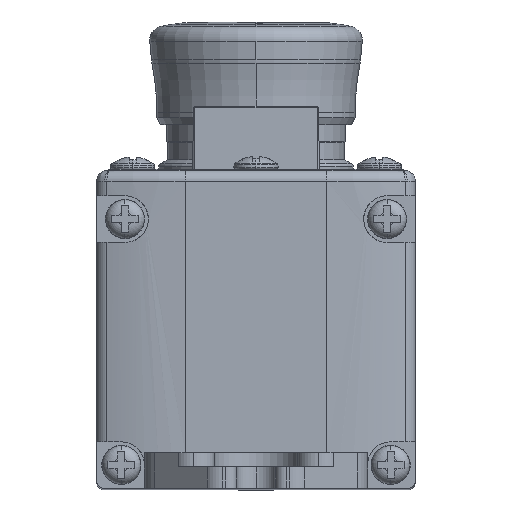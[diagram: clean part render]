
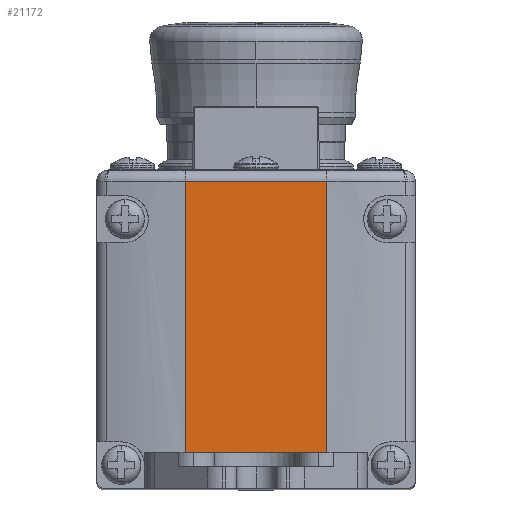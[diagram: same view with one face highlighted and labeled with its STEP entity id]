
A CAD part, top view. The second image highlights one B-rep face of the part: STEP entity #21172.
In plain terms, the highlighted planar face has unit normal (0, 0, 1).
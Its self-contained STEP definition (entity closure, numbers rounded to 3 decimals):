
#272 = EDGE_CURVE ( 'NONE', #1774, #1712, #15761, .T. ) ;
#313 = EDGE_CURVE ( 'NONE', #1712, #22901, #15902, .T. ) ;
#337 = EDGE_CURVE ( 'NONE', #1740, #1774, #11042, .T. ) ;
#1712 = VERTEX_POINT ( 'NONE', #19512 ) ;
#1740 = VERTEX_POINT ( 'NONE', #19540 ) ;
#1774 = VERTEX_POINT ( 'NONE', #19574 ) ;
#1855 = EDGE_LOOP ( 'NONE', ( #21641, #21642, #21643, #21644 ) ) ;
#4349 = LINE ( 'NONE', #4350, #15202 ) ;
#4350 = CARTESIAN_POINT ( 'NONE',  ( -10., 0., 63. ) ) ;
#4360 = DIRECTION ( 'NONE',  ( 0., 1., 0. ) ) ;
#4569 = CARTESIAN_POINT ( 'NONE',  ( 22.5, 45., 63. ) ) ;
#4574 = FACE_OUTER_BOUND ( 'NONE', #1855, .T. ) ;
#4576 = PLANE ( 'NONE',  #15252 ) ;
#4579 = DIRECTION ( 'NONE',  ( 0., 0., 1. ) ) ;
#4580 = DIRECTION ( 'NONE',  ( 1., 0., 0. ) ) ;
#9055 = CARTESIAN_POINT ( 'NONE',  ( -10., 43.349, 63. ) ) ;
#11042 = LINE ( 'NONE', #11047, #20521 ) ;
#11047 = CARTESIAN_POINT ( 'NONE',  ( 22.5, 5., 63. ) ) ;
#11049 = DIRECTION ( 'NONE',  ( 1., 0., 0. ) ) ;
#15202 = VECTOR ( 'NONE', #4360, 1000. ) ;
#15252 = AXIS2_PLACEMENT_3D ( 'NONE', #4569, #4579, #4580 ) ;
#15757 = CARTESIAN_POINT ( 'NONE',  ( 10., 0., 63. ) ) ;
#15761 = LINE ( 'NONE', #15757, #20346 ) ;
#15765 = DIRECTION ( 'NONE',  ( 0., 1., 0. ) ) ;
#15902 = LINE ( 'NONE', #15905, #20459 ) ;
#15905 = CARTESIAN_POINT ( 'NONE',  ( 22.5, 43.349, 63. ) ) ;
#15906 = DIRECTION ( 'NONE',  ( -1., 0., 0. ) ) ;
#19512 = CARTESIAN_POINT ( 'NONE',  ( 10., 43.349, 63. ) ) ;
#19540 = CARTESIAN_POINT ( 'NONE',  ( -10., 5., 63. ) ) ;
#19574 = CARTESIAN_POINT ( 'NONE',  ( 10., 5., 63. ) ) ;
#20346 = VECTOR ( 'NONE', #15765, 1000. ) ;
#20459 = VECTOR ( 'NONE', #15906, 1000. ) ;
#20521 = VECTOR ( 'NONE', #11049, 1000. ) ;
#21127 = EDGE_CURVE ( 'NONE', #1740, #22901, #4349, .T. ) ;
#21172 = ADVANCED_FACE ( 'NONE', ( #4574 ), #4576, .T. ) ;
#21641 = ORIENTED_EDGE ( 'NONE', *, *, #21127, .F. ) ;
#21642 = ORIENTED_EDGE ( 'NONE', *, *, #337, .T. ) ;
#21643 = ORIENTED_EDGE ( 'NONE', *, *, #272, .T. ) ;
#21644 = ORIENTED_EDGE ( 'NONE', *, *, #313, .T. ) ;
#22901 = VERTEX_POINT ( 'NONE', #9055 ) ;
